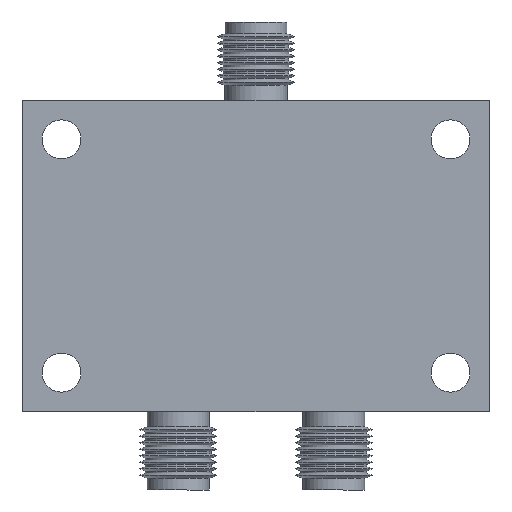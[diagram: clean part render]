
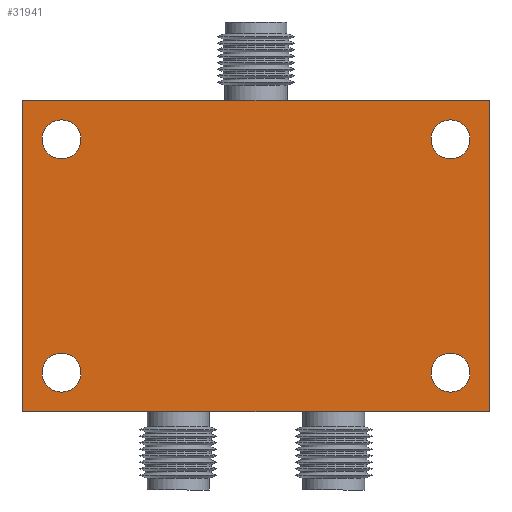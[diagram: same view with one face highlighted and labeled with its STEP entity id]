
A CAD part, front view. The second image highlights one B-rep face of the part: STEP entity #31941.
In plain terms, the highlighted planar face has unit normal (0, -1, 0).
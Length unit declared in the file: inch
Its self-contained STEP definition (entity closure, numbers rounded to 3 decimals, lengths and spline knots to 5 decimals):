
#37 = VERTEX_POINT ( 'NONE', #33334 ) ;
#119 = VERTEX_POINT ( 'NONE', #23583 ) ;
#1319 = DIRECTION ( 'NONE',  ( 0., 0., -1. ) ) ;
#1792 = CIRCLE ( 'NONE', #23132, 0.0625 ) ;
#2279 = EDGE_CURVE ( 'NONE', #17008, #15101, #6014, .T. ) ;
#2296 = FACE_BOUND ( 'NONE', #11356, .T. ) ;
#2605 = EDGE_LOOP ( 'NONE', ( #26604, #3367 ) ) ;
#2756 = ORIENTED_EDGE ( 'NONE', *, *, #2279, .T. ) ;
#3030 = AXIS2_PLACEMENT_3D ( 'NONE', #21309, #26621, #29710 ) ;
#3367 = ORIENTED_EDGE ( 'NONE', *, *, #29093, .T. ) ;
#3568 = EDGE_CURVE ( 'NONE', #119, #33131, #24504, .T. ) ;
#4083 = CARTESIAN_POINT ( 'NONE',  ( -4.75864, -0.20057, 3.74116 ) ) ;
#4157 = ORIENTED_EDGE ( 'NONE', *, *, #19362, .F. ) ;
#4254 = DIRECTION ( 'NONE',  ( 0., 1., 0. ) ) ;
#4378 = VERTEX_POINT ( 'NONE', #13992 ) ;
#4905 = DIRECTION ( 'NONE',  ( 0., 0., 1. ) ) ;
#5125 = CIRCLE ( 'NONE', #32458, 0.0625 ) ;
#5402 = DIRECTION ( 'NONE',  ( 0., 0., 1. ) ) ;
#5700 = VERTEX_POINT ( 'NONE', #8164 ) ;
#6014 = CIRCLE ( 'NONE', #8824, 0.0625 ) ;
#6411 = CARTESIAN_POINT ( 'NONE',  ( -3.25864, -0.20057, 3.74116 ) ) ;
#6521 = VECTOR ( 'NONE', #22774, 39.37008 ) ;
#7162 = CARTESIAN_POINT ( 'NONE',  ( -4.63364, -0.20057, 4.61616 ) ) ;
#7329 = ORIENTED_EDGE ( 'NONE', *, *, #9585, .T. ) ;
#7774 = PLANE ( 'NONE',  #3030 ) ;
#7802 = AXIS2_PLACEMENT_3D ( 'NONE', #22251, #4254, #9591 ) ;
#7842 = DIRECTION ( 'NONE',  ( 0., 1., 0. ) ) ;
#8100 = AXIS2_PLACEMENT_3D ( 'NONE', #23560, #18403, #5402 ) ;
#8164 = CARTESIAN_POINT ( 'NONE',  ( -4.63364, -0.20057, 3.92866 ) ) ;
#8205 = VECTOR ( 'NONE', #1319, 39.37008 ) ;
#8307 = DIRECTION ( 'NONE',  ( 0., 0., 1. ) ) ;
#8515 = ORIENTED_EDGE ( 'NONE', *, *, #14991, .F. ) ;
#8824 = AXIS2_PLACEMENT_3D ( 'NONE', #7162, #12487, #20211 ) ;
#9266 = CARTESIAN_POINT ( 'NONE',  ( -4.63364, -0.20057, 4.61616 ) ) ;
#9585 = EDGE_CURVE ( 'NONE', #33131, #119, #17500, .T. ) ;
#9591 = DIRECTION ( 'NONE',  ( 0., 0., 1. ) ) ;
#9624 = EDGE_CURVE ( 'NONE', #10487, #17391, #27375, .T. ) ;
#10487 = VERTEX_POINT ( 'NONE', #28191 ) ;
#10625 = VERTEX_POINT ( 'NONE', #21318 ) ;
#10641 = CARTESIAN_POINT ( 'NONE',  ( -3.38364, -0.20057, 3.92866 ) ) ;
#11356 = EDGE_LOOP ( 'NONE', ( #21404, #28070 ) ) ;
#11642 = CARTESIAN_POINT ( 'NONE',  ( -4.75864, -0.20057, 3.74116 ) ) ;
#12487 = DIRECTION ( 'NONE',  ( 0., 1., 0. ) ) ;
#12631 = CARTESIAN_POINT ( 'NONE',  ( -3.38364, -0.20057, 4.55366 ) ) ;
#12747 = DIRECTION ( 'NONE',  ( 1., 0., 0. ) ) ;
#13117 = EDGE_CURVE ( 'NONE', #15101, #17008, #1792, .T. ) ;
#13763 = ORIENTED_EDGE ( 'NONE', *, *, #13117, .T. ) ;
#13992 = CARTESIAN_POINT ( 'NONE',  ( -3.38364, -0.20057, 4.67866 ) ) ;
#14512 = DIRECTION ( 'NONE',  ( 0., 1., 0. ) ) ;
#14692 = DIRECTION ( 'NONE',  ( -1., 0., 0. ) ) ;
#14991 = EDGE_CURVE ( 'NONE', #17391, #24576, #17427, .T. ) ;
#15101 = VERTEX_POINT ( 'NONE', #31518 ) ;
#15201 = EDGE_LOOP ( 'NONE', ( #13763, #2756 ) ) ;
#15476 = FACE_BOUND ( 'NONE', #2605, .T. ) ;
#15831 = ORIENTED_EDGE ( 'NONE', *, *, #18656, .F. ) ;
#16595 = AXIS2_PLACEMENT_3D ( 'NONE', #21340, #24069, #8307 ) ;
#16717 = AXIS2_PLACEMENT_3D ( 'NONE', #23267, #7842, #18293 ) ;
#16901 = CARTESIAN_POINT ( 'NONE',  ( -3.38364, -0.20057, 3.86616 ) ) ;
#17008 = VERTEX_POINT ( 'NONE', #28093 ) ;
#17114 = CIRCLE ( 'NONE', #7802, 0.0625 ) ;
#17252 = CIRCLE ( 'NONE', #16717, 0.0625 ) ;
#17391 = VERTEX_POINT ( 'NONE', #6411 ) ;
#17427 = LINE ( 'NONE', #11642, #19462 ) ;
#17500 = CIRCLE ( 'NONE', #23000, 0.0625 ) ;
#17612 = CARTESIAN_POINT ( 'NONE',  ( -4.75864, -0.20057, 4.74116 ) ) ;
#18293 = DIRECTION ( 'NONE',  ( 0., 0., 1. ) ) ;
#18353 = ORIENTED_EDGE ( 'NONE', *, *, #3568, .T. ) ;
#18403 = DIRECTION ( 'NONE',  ( 0., 1., 0. ) ) ;
#18656 = EDGE_CURVE ( 'NONE', #24576, #10625, #20375, .T. ) ;
#19362 = EDGE_CURVE ( 'NONE', #10625, #10487, #23371, .T. ) ;
#19434 = ORIENTED_EDGE ( 'NONE', *, *, #9624, .F. ) ;
#19462 = VECTOR ( 'NONE', #14692, 39.37008 ) ;
#19722 = VECTOR ( 'NONE', #12747, 39.37008 ) ;
#20182 = DIRECTION ( 'NONE',  ( 0., 1., 0. ) ) ;
#20211 = DIRECTION ( 'NONE',  ( 0., 0., 1. ) ) ;
#20375 = LINE ( 'NONE', #17612, #6521 ) ;
#21309 = CARTESIAN_POINT ( 'NONE',  ( -4.75864, -0.20057, 4.74116 ) ) ;
#21318 = CARTESIAN_POINT ( 'NONE',  ( -4.75864, -0.20057, 4.74116 ) ) ;
#21340 = CARTESIAN_POINT ( 'NONE',  ( -3.38364, -0.20057, 4.61616 ) ) ;
#21404 = ORIENTED_EDGE ( 'NONE', *, *, #32549, .T. ) ;
#22234 = CARTESIAN_POINT ( 'NONE',  ( -3.25864, -0.20057, 4.74116 ) ) ;
#22251 = CARTESIAN_POINT ( 'NONE',  ( -3.38364, -0.20057, 4.61616 ) ) ;
#22401 = DIRECTION ( 'NONE',  ( 0., 0., 1. ) ) ;
#22774 = DIRECTION ( 'NONE',  ( 0., 0., 1. ) ) ;
#23000 = AXIS2_PLACEMENT_3D ( 'NONE', #16901, #14512, #22401 ) ;
#23132 = AXIS2_PLACEMENT_3D ( 'NONE', #9266, #27635, #24713 ) ;
#23267 = CARTESIAN_POINT ( 'NONE',  ( -4.63364, -0.20057, 3.86616 ) ) ;
#23371 = LINE ( 'NONE', #31259, #19722 ) ;
#23560 = CARTESIAN_POINT ( 'NONE',  ( -3.38364, -0.20057, 3.86616 ) ) ;
#23583 = CARTESIAN_POINT ( 'NONE',  ( -3.38364, -0.20057, 3.80366 ) ) ;
#24069 = DIRECTION ( 'NONE',  ( 0., 1., 0. ) ) ;
#24144 = VERTEX_POINT ( 'NONE', #12631 ) ;
#24504 = CIRCLE ( 'NONE', #8100, 0.0625 ) ;
#24576 = VERTEX_POINT ( 'NONE', #4083 ) ;
#24644 = EDGE_CURVE ( 'NONE', #37, #5700, #5125, .T. ) ;
#24713 = DIRECTION ( 'NONE',  ( 0., 0., 1. ) ) ;
#25961 = FACE_OUTER_BOUND ( 'NONE', #28780, .T. ) ;
#26290 = FACE_BOUND ( 'NONE', #33278, .T. ) ;
#26604 = ORIENTED_EDGE ( 'NONE', *, *, #30835, .T. ) ;
#26621 = DIRECTION ( 'NONE',  ( 0., -1., 0. ) ) ;
#27375 = LINE ( 'NONE', #22234, #8205 ) ;
#27635 = DIRECTION ( 'NONE',  ( 0., 1., 0. ) ) ;
#28070 = ORIENTED_EDGE ( 'NONE', *, *, #24644, .T. ) ;
#28093 = CARTESIAN_POINT ( 'NONE',  ( -4.63364, -0.20057, 4.55366 ) ) ;
#28113 = CIRCLE ( 'NONE', #16595, 0.0625 ) ;
#28191 = CARTESIAN_POINT ( 'NONE',  ( -3.25864, -0.20057, 4.74116 ) ) ;
#28780 = EDGE_LOOP ( 'NONE', ( #15831, #8515, #19434, #4157 ) ) ;
#29093 = EDGE_CURVE ( 'NONE', #24144, #4378, #17114, .T. ) ;
#29710 = DIRECTION ( 'NONE',  ( 0., 0., -1. ) ) ;
#30835 = EDGE_CURVE ( 'NONE', #4378, #24144, #28113, .T. ) ;
#31085 = FACE_BOUND ( 'NONE', #15201, .T. ) ;
#31259 = CARTESIAN_POINT ( 'NONE',  ( -4.75864, -0.20057, 4.74116 ) ) ;
#31518 = CARTESIAN_POINT ( 'NONE',  ( -4.63364, -0.20057, 4.67866 ) ) ;
#31941 = ADVANCED_FACE ( 'NONE', ( #2296, #31085, #15476, #26290, #25961 ), #7774, .T. ) ;
#32458 = AXIS2_PLACEMENT_3D ( 'NONE', #33515, #20182, #4905 ) ;
#32549 = EDGE_CURVE ( 'NONE', #5700, #37, #17252, .T. ) ;
#33131 = VERTEX_POINT ( 'NONE', #10641 ) ;
#33278 = EDGE_LOOP ( 'NONE', ( #7329, #18353 ) ) ;
#33334 = CARTESIAN_POINT ( 'NONE',  ( -4.63364, -0.20057, 3.80366 ) ) ;
#33515 = CARTESIAN_POINT ( 'NONE',  ( -4.63364, -0.20057, 3.86616 ) ) ;
